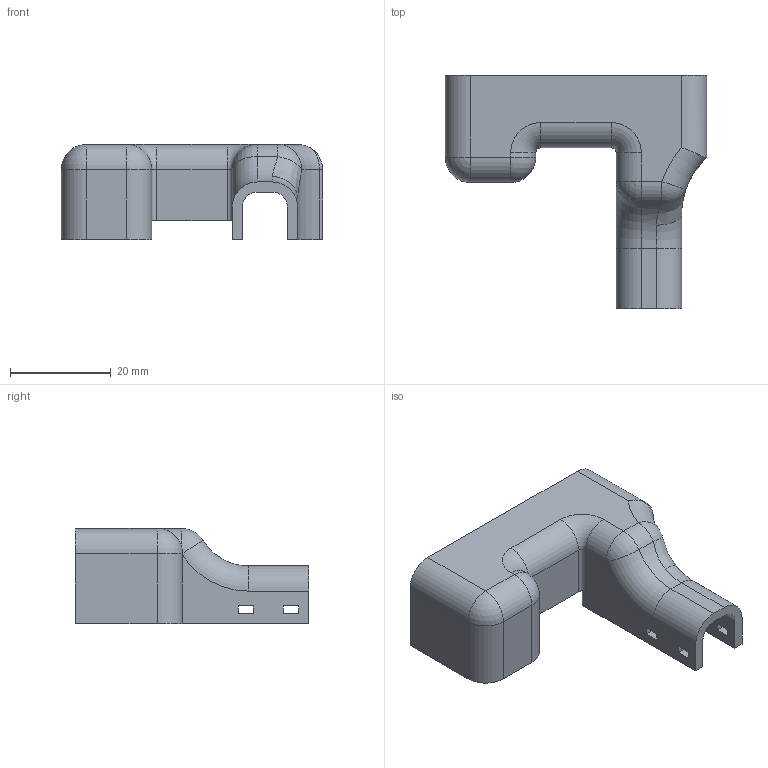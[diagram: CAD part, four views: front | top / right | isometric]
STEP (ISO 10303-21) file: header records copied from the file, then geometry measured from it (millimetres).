
FILE_DESCRIPTION(('HOOPS Exchange Step'),'2;1');
FILE_NAME('temp_export','2023-01-05T19:10:40+16:00',('ecaz'),('Shapr3D Limited'),'HOOPS Exchange 2022.1','Shapr3D','Authorized');
FILE_SCHEMA( ('AUTOMOTIVE_DESIGN { 1 0 10303 214 1 1 1 1 }') );
Length unit declared in the file: millimetre
Products named in the file (1): root
Bounding box: 52 x 46.4 x 18.9 mm (x, y, z)
Surface area: 7148.2 mm2 (no closed solid volume)
Topology: 0 solids, 111 shells, 111 faces, 540 edges, 529 vertices
Faces by surface type: plane 47, cylinder 39, torus 11, bspline 8, sphere 6
Full cylindrical faces by diameter (mm): 2.7 x4
Entity records: 7023 total; most frequent: CARTESIAN_POINT 2334, DIRECTION 902, ORIENTED_EDGE 537, EDGE_CURVE 533, VERTEX_POINT 529, VECTOR 308, LINE 308, AXIS2_PLACEMENT_3D 297
